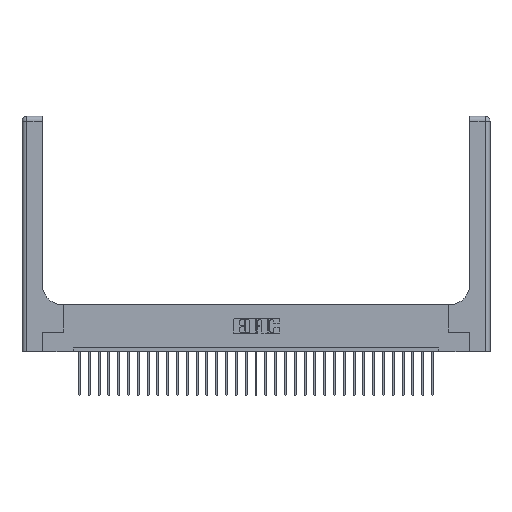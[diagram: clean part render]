
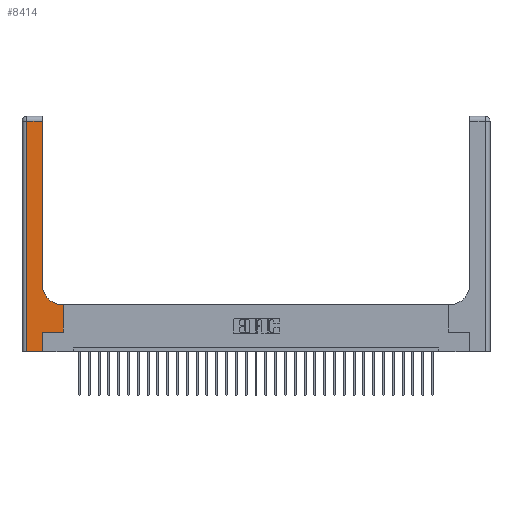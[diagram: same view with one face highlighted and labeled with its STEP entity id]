
A CAD part, top view. The second image highlights one B-rep face of the part: STEP entity #8414.
In plain terms, the highlighted planar face has unit normal (0, 0, 1).
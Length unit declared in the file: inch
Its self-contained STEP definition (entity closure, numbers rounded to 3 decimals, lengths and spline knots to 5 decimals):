
#407 = ORIENTED_EDGE ( 'NONE', *, *, #10572, .T. ) ;
#484 = DIRECTION ( 'NONE',  ( 0., 1., 0. ) ) ;
#702 = EDGE_CURVE ( 'NONE', #7793, #22093, #26304, .T. ) ;
#1030 = CIRCLE ( 'NONE', #14767, 0.25 ) ;
#1043 = CARTESIAN_POINT ( 'NONE',  ( 0.26, 3., 0.37 ) ) ;
#1368 = CARTESIAN_POINT ( 'NONE',  ( 0.06, 3., 0.37 ) ) ;
#1455 = VECTOR ( 'NONE', #21486, 39.37008 ) ;
#1867 = PLANE ( 'NONE',  #1941 ) ;
#1941 = AXIS2_PLACEMENT_3D ( 'NONE', #19983, #8753, #17759 ) ;
#2363 = VERTEX_POINT ( 'NONE', #9600 ) ;
#2371 = ORIENTED_EDGE ( 'NONE', *, *, #702, .T. ) ;
#2430 = DIRECTION ( 'NONE',  ( 0., 1., 0. ) ) ;
#2671 = ORIENTED_EDGE ( 'NONE', *, *, #17656, .T. ) ;
#2684 = CARTESIAN_POINT ( 'NONE',  ( 0.06, 2.94, 0.37 ) ) ;
#3061 = CARTESIAN_POINT ( 'NONE',  ( 0.26, 2.94, 0.37 ) ) ;
#3491 = CARTESIAN_POINT ( 'NONE',  ( 0.265, 0.25, 0.37 ) ) ;
#3709 = DIRECTION ( 'NONE',  ( 1., 0., 0. ) ) ;
#4002 = DIRECTION ( 'NONE',  ( -1., 0., 0. ) ) ;
#4429 = LINE ( 'NONE', #15549, #9938 ) ;
#6511 = CARTESIAN_POINT ( 'NONE',  ( 0.06, 0., 0.37 ) ) ;
#6906 = LINE ( 'NONE', #15314, #10201 ) ;
#6935 = CARTESIAN_POINT ( 'NONE',  ( 0.51, 0.6, 0.37 ) ) ;
#6986 = EDGE_CURVE ( 'NONE', #21128, #7793, #4429, .T. ) ;
#7550 = VERTEX_POINT ( 'NONE', #24716 ) ;
#7793 = VERTEX_POINT ( 'NONE', #2684 ) ;
#8251 = EDGE_CURVE ( 'NONE', #8571, #7550, #18950, .T. ) ;
#8414 = ADVANCED_FACE ( 'NONE', ( #26664 ), #1867, .F. ) ;
#8571 = VERTEX_POINT ( 'NONE', #3491 ) ;
#8672 = DIRECTION ( 'NONE',  ( 1., 0., 0. ) ) ;
#8677 = ORIENTED_EDGE ( 'NONE', *, *, #12118, .T. ) ;
#8753 = DIRECTION ( 'NONE',  ( 0., 0., -1. ) ) ;
#9500 = DIRECTION ( 'NONE',  ( 0., 1., 0. ) ) ;
#9600 = CARTESIAN_POINT ( 'NONE',  ( 0.265, 0., 0.37 ) ) ;
#9616 = ORIENTED_EDGE ( 'NONE', *, *, #23914, .T. ) ;
#9938 = VECTOR ( 'NONE', #20133, 39.37008 ) ;
#10201 = VECTOR ( 'NONE', #8672, 39.37008 ) ;
#10572 = EDGE_CURVE ( 'NONE', #22093, #2363, #6906, .T. ) ;
#12118 = EDGE_CURVE ( 'NONE', #7550, #18333, #18369, .T. ) ;
#12306 = LINE ( 'NONE', #1043, #21665 ) ;
#12382 = ORIENTED_EDGE ( 'NONE', *, *, #23224, .T. ) ;
#12498 = DIRECTION ( 'NONE',  ( 0., -1., 0. ) ) ;
#14767 = AXIS2_PLACEMENT_3D ( 'NONE', #26411, #26264, #3709 ) ;
#15314 = CARTESIAN_POINT ( 'NONE',  ( 0., 0., 0.37 ) ) ;
#15549 = CARTESIAN_POINT ( 'NONE',  ( 0., 2.94, 0.37 ) ) ;
#16546 = VERTEX_POINT ( 'NONE', #22041 ) ;
#17656 = EDGE_CURVE ( 'NONE', #18333, #28421, #28747, .T. ) ;
#17759 = DIRECTION ( 'NONE',  ( -1., 0., 0. ) ) ;
#18333 = VERTEX_POINT ( 'NONE', #18806 ) ;
#18369 = LINE ( 'NONE', #20585, #21344 ) ;
#18806 = CARTESIAN_POINT ( 'NONE',  ( 0.528, 0.6, 0.37 ) ) ;
#18950 = LINE ( 'NONE', #28008, #1455 ) ;
#19983 = CARTESIAN_POINT ( 'NONE',  ( 0., 3., 0.37 ) ) ;
#20133 = DIRECTION ( 'NONE',  ( -1., 0., 0. ) ) ;
#20585 = CARTESIAN_POINT ( 'NONE',  ( 0.528, 0.25, 0.37 ) ) ;
#21128 = VERTEX_POINT ( 'NONE', #3061 ) ;
#21344 = VECTOR ( 'NONE', #9500, 39.37008 ) ;
#21486 = DIRECTION ( 'NONE',  ( 1., 0., 0. ) ) ;
#21665 = VECTOR ( 'NONE', #484, 39.37008 ) ;
#21928 = VECTOR ( 'NONE', #12498, 39.37008 ) ;
#22041 = CARTESIAN_POINT ( 'NONE',  ( 0.26, 0.85, 0.37 ) ) ;
#22093 = VERTEX_POINT ( 'NONE', #6511 ) ;
#22634 = LINE ( 'NONE', #22925, #22808 ) ;
#22808 = VECTOR ( 'NONE', #2430, 39.37008 ) ;
#22925 = CARTESIAN_POINT ( 'NONE',  ( 0.265, 0., 0.37 ) ) ;
#23224 = EDGE_CURVE ( 'NONE', #2363, #8571, #22634, .T. ) ;
#23307 = ORIENTED_EDGE ( 'NONE', *, *, #8251, .T. ) ;
#23914 = EDGE_CURVE ( 'NONE', #28421, #16546, #1030, .T. ) ;
#24018 = ORIENTED_EDGE ( 'NONE', *, *, #28964, .T. ) ;
#24716 = CARTESIAN_POINT ( 'NONE',  ( 0.528, 0.25, 0.37 ) ) ;
#25395 = ORIENTED_EDGE ( 'NONE', *, *, #6986, .T. ) ;
#25892 = VECTOR ( 'NONE', #4002, 39.37008 ) ;
#26244 = CARTESIAN_POINT ( 'NONE',  ( 0.26, 0.6, 0.37 ) ) ;
#26264 = DIRECTION ( 'NONE',  ( 0., 0., -1. ) ) ;
#26304 = LINE ( 'NONE', #1368, #21928 ) ;
#26411 = CARTESIAN_POINT ( 'NONE',  ( 0.51, 0.85, 0.37 ) ) ;
#26664 = FACE_OUTER_BOUND ( 'NONE', #26680, .T. ) ;
#26680 = EDGE_LOOP ( 'NONE', ( #24018, #25395, #2371, #407, #12382, #23307, #8677, #2671, #9616 ) ) ;
#28008 = CARTESIAN_POINT ( 'NONE',  ( 0.265, 0.25, 0.37 ) ) ;
#28421 = VERTEX_POINT ( 'NONE', #6935 ) ;
#28747 = LINE ( 'NONE', #26244, #25892 ) ;
#28964 = EDGE_CURVE ( 'NONE', #16546, #21128, #12306, .T. ) ;
